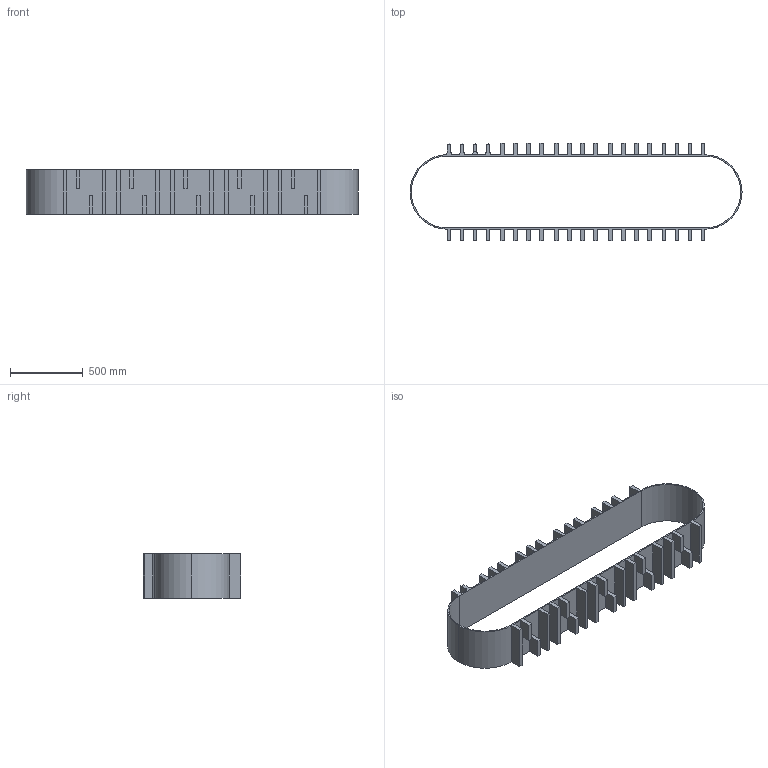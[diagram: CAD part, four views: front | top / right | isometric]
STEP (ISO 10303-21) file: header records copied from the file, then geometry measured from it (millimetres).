
FILE_DESCRIPTION (( 'STEP AP214' ), '1' );
FILE_NAME ('Belt1-5_Buggy_Assembly_Snow_Tracks_Revision_A.STEP', '2012-05-19T04:46:57', ( '' ), ( '' ), 'SwSTEP 2.0', 'SolidWorks 2012', '' );
FILE_SCHEMA (( 'AUTOMOTIVE_DESIGN' ));
Length unit declared in the file: inch
Products named in the file (1): Belt1-5_Buggy_Assembly_Snow_Tracks_Revision_A
Bounding box: 2275.68 x 670.56 x 304.8 mm (x, y, z)
Volume: 31380752.2 mm3; surface area: 4719437.4 mm2
Topology: 1 solids, 1 shells, 190 faces, 544 edges, 356 vertices
Faces by surface type: plane 174, cylinder 16
Entity records: 6116 total; most frequent: CARTESIAN_POINT 1103, ORIENTED_EDGE 1088, DIRECTION 946, EDGE_CURVE 544, LINE 516, VECTOR 516, VERTEX_POINT 356, AXIS2_PLACEMENT_3D 215
